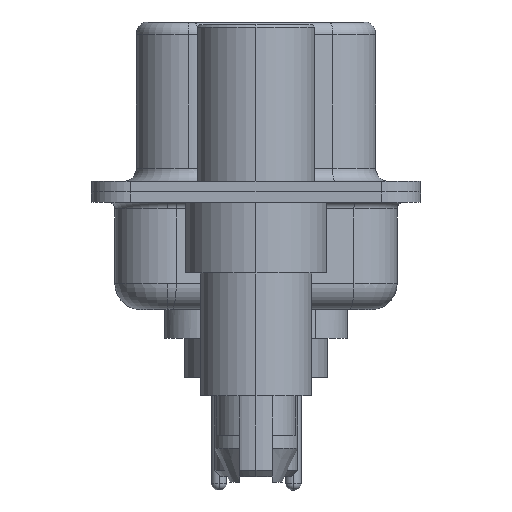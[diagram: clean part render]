
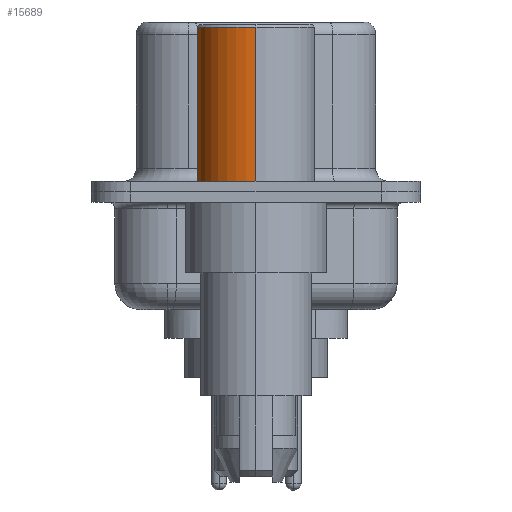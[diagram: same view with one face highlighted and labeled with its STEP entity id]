
A CAD part, left-side view. The second image highlights one B-rep face of the part: STEP entity #15689.
In plain terms, the highlighted cylindrical face has radius 2.25 mm (diameter 4.5 mm), a partial arc.
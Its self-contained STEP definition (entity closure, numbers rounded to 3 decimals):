
#413 = CARTESIAN_POINT ( 'NONE',  ( -2.25, 0., 6.3 ) ) ;
#1577 = CIRCLE ( 'NONE', #18817, 2.25 ) ;
#1672 = VECTOR ( 'NONE', #15285, 1000. ) ;
#1957 = DIRECTION ( 'NONE',  ( 0., 0., 1. ) ) ;
#2189 = LINE ( 'NONE', #20323, #1672 ) ;
#2631 = CARTESIAN_POINT ( 'NONE',  ( 0., 0., 0.581 ) ) ;
#3526 = EDGE_CURVE ( 'NONE', #7119, #3866, #16663, .T. ) ;
#3866 = VERTEX_POINT ( 'NONE', #413 ) ;
#3904 = AXIS2_PLACEMENT_3D ( 'NONE', #12062, #1957, #13742 ) ;
#4941 = VERTEX_POINT ( 'NONE', #15532 ) ;
#6324 = AXIS2_PLACEMENT_3D ( 'NONE', #2631, #11062, #14432 ) ;
#7119 = VERTEX_POINT ( 'NONE', #8469 ) ;
#7235 = EDGE_CURVE ( 'NONE', #19019, #3866, #1577, .T. ) ;
#8196 = VECTOR ( 'NONE', #13114, 1000. ) ;
#8469 = CARTESIAN_POINT ( 'NONE',  ( -2.25, 0., 0.4 ) ) ;
#8746 = DIRECTION ( 'NONE',  ( 0., 0., 1. ) ) ;
#8781 = CYLINDRICAL_SURFACE ( 'NONE', #6324, 2.25 ) ;
#11062 = DIRECTION ( 'NONE',  ( 0., 0., 1. ) ) ;
#11807 = EDGE_LOOP ( 'NONE', ( #20680, #11834, #21758, #17406 ) ) ;
#11834 = ORIENTED_EDGE ( 'NONE', *, *, #3526, .T. ) ;
#12055 = CIRCLE ( 'NONE', #3904, 2.25 ) ;
#12062 = CARTESIAN_POINT ( 'NONE',  ( 0., 0., 0.4 ) ) ;
#13114 = DIRECTION ( 'NONE',  ( 0., 0., 1. ) ) ;
#13742 = DIRECTION ( 'NONE',  ( 1., 0., 0. ) ) ;
#14432 = DIRECTION ( 'NONE',  ( 1., 0., 0. ) ) ;
#14816 = EDGE_CURVE ( 'NONE', #4941, #7119, #12055, .T. ) ;
#15285 = DIRECTION ( 'NONE',  ( 0., 0., 1. ) ) ;
#15532 = CARTESIAN_POINT ( 'NONE',  ( 2.25, 0., 0.4 ) ) ;
#15689 = ADVANCED_FACE ( 'NONE', ( #17751 ), #8781, .T. ) ;
#16663 = LINE ( 'NONE', #21311, #8196 ) ;
#16690 = EDGE_CURVE ( 'NONE', #4941, #19019, #2189, .T. ) ;
#17406 = ORIENTED_EDGE ( 'NONE', *, *, #16690, .F. ) ;
#17751 = FACE_OUTER_BOUND ( 'NONE', #11807, .T. ) ;
#18817 = AXIS2_PLACEMENT_3D ( 'NONE', #18876, #8746, #20572 ) ;
#18876 = CARTESIAN_POINT ( 'NONE',  ( 0., 0., 6.3 ) ) ;
#19019 = VERTEX_POINT ( 'NONE', #19467 ) ;
#19467 = CARTESIAN_POINT ( 'NONE',  ( 2.25, 0., 6.3 ) ) ;
#20323 = CARTESIAN_POINT ( 'NONE',  ( 2.25, 0., 0.581 ) ) ;
#20572 = DIRECTION ( 'NONE',  ( 1., 0., 0. ) ) ;
#20680 = ORIENTED_EDGE ( 'NONE', *, *, #14816, .T. ) ;
#21311 = CARTESIAN_POINT ( 'NONE',  ( -2.25, 0., 0.581 ) ) ;
#21758 = ORIENTED_EDGE ( 'NONE', *, *, #7235, .F. ) ;
